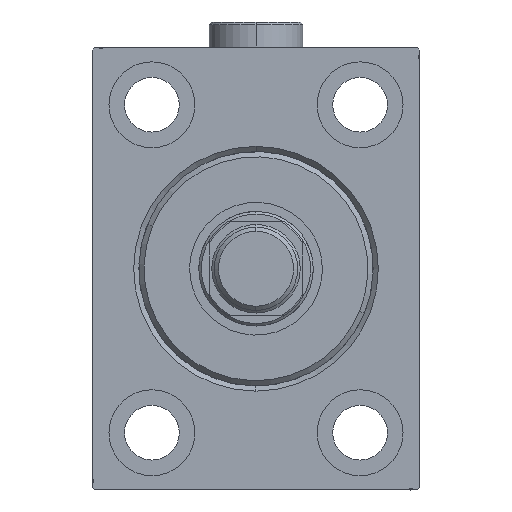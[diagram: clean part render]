
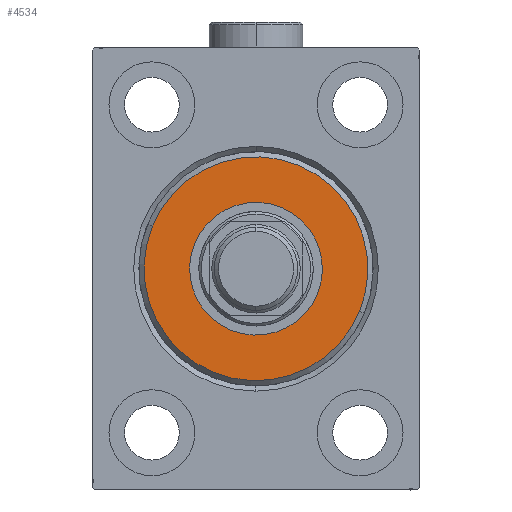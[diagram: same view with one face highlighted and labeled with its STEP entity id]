
A CAD part, left-side view. The second image highlights one B-rep face of the part: STEP entity #4534.
In plain terms, the highlighted face is planar.
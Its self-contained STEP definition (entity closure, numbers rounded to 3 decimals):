
#203 = CARTESIAN_POINT ( 'NONE',  ( 3., 0., 0. ) ) ;
#810 = DIRECTION ( 'NONE',  ( -1., 0., 0. ) ) ;
#1385 = DIRECTION ( 'NONE',  ( 1., 0., 0. ) ) ;
#1721 = DIRECTION ( 'NONE',  ( 0., 0., -1. ) ) ;
#4534 = ADVANCED_FACE ( 'NONE', ( #8081, #4858 ), #44091, .T. ) ;
#4858 = FACE_BOUND ( 'NONE', #42592, .T. ) ;
#6209 = DIRECTION ( 'NONE',  ( 0., 0., -1. ) ) ;
#6345 = VERTEX_POINT ( 'NONE', #43879 ) ;
#8081 = FACE_OUTER_BOUND ( 'NONE', #28560, .T. ) ;
#8391 = CARTESIAN_POINT ( 'NONE',  ( 3., 0., -12.75 ) ) ;
#10260 = CIRCLE ( 'NONE', #13854, 12.75 ) ;
#13658 = VERTEX_POINT ( 'NONE', #43023 ) ;
#13854 = AXIS2_PLACEMENT_3D ( 'NONE', #21043, #42718, #27956 ) ;
#15019 = CARTESIAN_POINT ( 'NONE',  ( 3., 0., 0. ) ) ;
#16333 = ORIENTED_EDGE ( 'NONE', *, *, #17091, .T. ) ;
#17091 = EDGE_CURVE ( 'NONE', #13658, #33770, #10260, .T. ) ;
#17813 = ORIENTED_EDGE ( 'NONE', *, *, #26652, .T. ) ;
#18821 = CARTESIAN_POINT ( 'NONE',  ( 3., 0., 0. ) ) ;
#19103 = AXIS2_PLACEMENT_3D ( 'NONE', #18821, #810, #1721 ) ;
#19936 = ORIENTED_EDGE ( 'NONE', *, *, #24478, .T. ) ;
#21043 = CARTESIAN_POINT ( 'NONE',  ( 3., 0., 0. ) ) ;
#21376 = AXIS2_PLACEMENT_3D ( 'NONE', #203, #25147, #21463 ) ;
#21463 = DIRECTION ( 'NONE',  ( 0., 0., -1. ) ) ;
#22289 = CARTESIAN_POINT ( 'NONE',  ( 3., 0., -21.5 ) ) ;
#23768 = CARTESIAN_POINT ( 'NONE',  ( 3., 0., 0. ) ) ;
#24478 = EDGE_CURVE ( 'NONE', #33770, #13658, #29514, .T. ) ;
#25147 = DIRECTION ( 'NONE',  ( 1., 0., 0. ) ) ;
#25907 = AXIS2_PLACEMENT_3D ( 'NONE', #23768, #30904, #6209 ) ;
#25984 = ORIENTED_EDGE ( 'NONE', *, *, #31702, .T. ) ;
#26652 = EDGE_CURVE ( 'NONE', #35562, #6345, #41276, .T. ) ;
#27956 = DIRECTION ( 'NONE',  ( 0., 0., -1. ) ) ;
#28560 = EDGE_LOOP ( 'NONE', ( #25984, #17813 ) ) ;
#29514 = CIRCLE ( 'NONE', #19103, 12.75 ) ;
#29553 = DIRECTION ( 'NONE',  ( 0., 0., -1. ) ) ;
#30904 = DIRECTION ( 'NONE',  ( 1., 0., 0. ) ) ;
#31702 = EDGE_CURVE ( 'NONE', #6345, #35562, #39907, .T. ) ;
#33770 = VERTEX_POINT ( 'NONE', #8391 ) ;
#35562 = VERTEX_POINT ( 'NONE', #22289 ) ;
#39403 = AXIS2_PLACEMENT_3D ( 'NONE', #15019, #1385, #29553 ) ;
#39907 = CIRCLE ( 'NONE', #25907, 21.5 ) ;
#41276 = CIRCLE ( 'NONE', #21376, 21.5 ) ;
#42592 = EDGE_LOOP ( 'NONE', ( #16333, #19936 ) ) ;
#42718 = DIRECTION ( 'NONE',  ( -1., 0., 0. ) ) ;
#43023 = CARTESIAN_POINT ( 'NONE',  ( 3., 0., 12.75 ) ) ;
#43879 = CARTESIAN_POINT ( 'NONE',  ( 3., 0., 21.5 ) ) ;
#44091 = PLANE ( 'NONE',  #39403 ) ;
